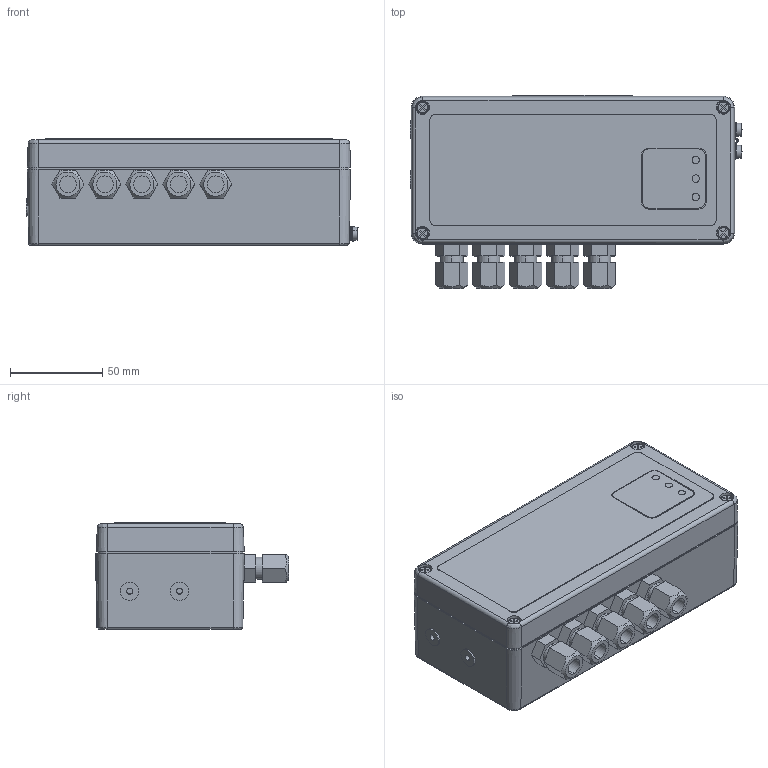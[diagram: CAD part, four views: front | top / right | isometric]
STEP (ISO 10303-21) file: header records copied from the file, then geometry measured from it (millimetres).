
FILE_DESCRIPTION (( 'STEP AP214' ), '1' );
FILE_NAME ('ASE_352314.STEP', '2015-02-20T07:24:29', ( 'Admin1' ), ( '' ), 'SwSTEP 2.0', 'SolidWorks 2014', '' );
FILE_SCHEMA (( 'AUTOMOTIVE_DESIGN' ));
Length unit declared in the file: millimetre
Products named in the file (1): ASE_352314
Bounding box: 179.74 x 104.49 x 57.55 mm (x, y, z)
Surface area: 83869.8 mm2 (no closed solid volume)
Topology: 0 solids, 25 shells, 322 faces, 956 edges, 648 vertices
Faces by surface type: plane 193, cylinder 71, cone 38, bspline 16, torus 4
Entity records: 14812 total; most frequent: CARTESIAN_POINT 2799, DIRECTION 1754, ORIENTED_EDGE 1611, EDGE_CURVE 956, VERTEX_POINT 648, AXIS2_PLACEMENT_3D 595, VECTOR 564, LINE 564
